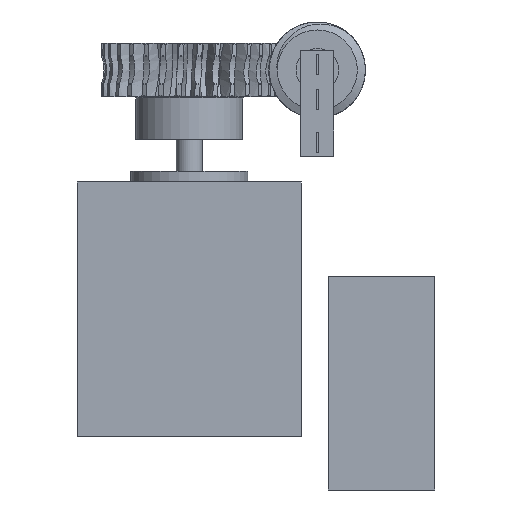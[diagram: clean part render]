
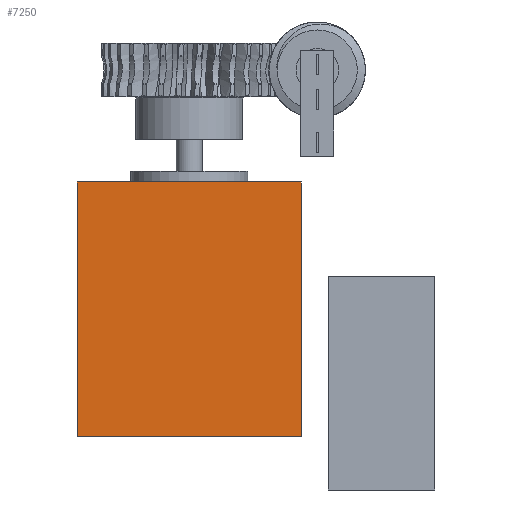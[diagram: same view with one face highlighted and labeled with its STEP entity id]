
A CAD part, front view. The second image highlights one B-rep face of the part: STEP entity #7250.
In plain terms, the highlighted planar face has unit normal (0, -1, 0).
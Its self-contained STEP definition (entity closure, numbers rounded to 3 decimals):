
#1824=FACE_OUTER_BOUND('',#2244,.T.);
#2244=EDGE_LOOP('',(#6603,#6604,#6605,#6606));
#2373=LINE('',#26228,#2521);
#2374=LINE('',#26230,#2522);
#2375=LINE('',#26232,#2523);
#2376=LINE('',#26233,#2524);
#2521=VECTOR('',#9193,10.);
#2522=VECTOR('',#9194,10.);
#2523=VECTOR('',#9195,10.);
#2524=VECTOR('',#9196,10.);
#3304=VERTEX_POINT('',#26226);
#3305=VERTEX_POINT('',#26227);
#3306=VERTEX_POINT('',#26229);
#3307=VERTEX_POINT('',#26231);
#4418=EDGE_CURVE('',#3304,#3305,#2373,.T.);
#4419=EDGE_CURVE('',#3305,#3306,#2374,.T.);
#4420=EDGE_CURVE('',#3307,#3306,#2375,.T.);
#4421=EDGE_CURVE('',#3304,#3307,#2376,.T.);
#6603=ORIENTED_EDGE('',*,*,#4418,.T.);
#6604=ORIENTED_EDGE('',*,*,#4419,.T.);
#6605=ORIENTED_EDGE('',*,*,#4420,.F.);
#6606=ORIENTED_EDGE('',*,*,#4421,.F.);
#6846=PLANE('',#7941);
#7250=ADVANCED_FACE('',(#1824),#6846,.T.);
#7941=AXIS2_PLACEMENT_3D('',#26225,#9191,#9192);
#9191=DIRECTION('center_axis',(0.,-1.,0.));
#9192=DIRECTION('ref_axis',(1.,0.,0.));
#9193=DIRECTION('',(1.,0.,0.));
#9194=DIRECTION('',(0.,0.,1.));
#9195=DIRECTION('',(1.,0.,0.));
#9196=DIRECTION('',(0.,0.,1.));
#26225=CARTESIAN_POINT('Origin',(2.5,-39.8,10.973));
#26226=CARTESIAN_POINT('',(2.5,-39.8,10.973));
#26227=CARTESIAN_POINT('',(44.5,-39.8,10.973));
#26228=CARTESIAN_POINT('',(2.5,-39.8,10.973));
#26229=CARTESIAN_POINT('',(44.5,-39.8,58.723));
#26230=CARTESIAN_POINT('',(44.5,-39.8,10.973));
#26231=CARTESIAN_POINT('',(2.5,-39.8,58.723));
#26232=CARTESIAN_POINT('',(2.5,-39.8,58.723));
#26233=CARTESIAN_POINT('',(2.5,-39.8,10.973));
